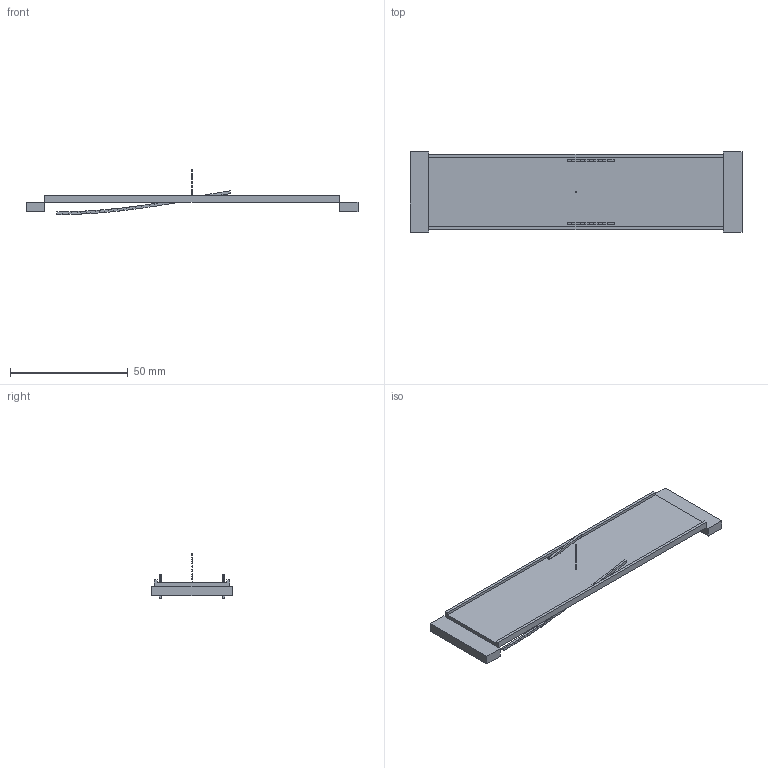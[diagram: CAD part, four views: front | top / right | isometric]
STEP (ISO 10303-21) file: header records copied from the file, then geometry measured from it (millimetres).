
FILE_DESCRIPTION(('Open CASCADE Model'),'2;1');
FILE_NAME('Open CASCADE Shape Model','2025-08-25T17:24:35',('Author'),( 'Open CASCADE'),'Open CASCADE STEP processor 7.7','Open CASCADE 7.7' ,'Unknown');
FILE_SCHEMA(('AUTOMOTIVE_DESIGN { 1 0 10303 214 1 1 1 1 }'));
Length unit declared in the file: millimetre
Products named in the file (4): Open CASCADE STEP translator 7.7 1; Open CASCADE STEP translator 7.7 1.1; Open CASCADE STEP translator 7.7 1.2; Open CASCADE STEP translator 7.7 1.3
Assembly tree (3 placements, depth 2):
  Open CASCADE STEP translator 7.7 1
    Open CASCADE STEP translator 7.7 1.1
    Open CASCADE STEP translator 7.7 1.2
    Open CASCADE STEP translator 7.7 1.3
Bounding box: 141 x 34 x 19.17 mm (x, y, z)
Volume: 2176 mm3; surface area: 11499.9 mm2
Topology: 2 solids, 3 shells, 267 faces, 813 edges, 513 vertices
Faces by surface type: plane 253, cylinder 14
Full cylindrical faces by diameter (mm): 0.4 x14
Entity records: 18289 total; most frequent: CARTESIAN_POINT 3085, DIRECTION 2770, LINE 2196, VECTOR 2196, ORIENTED_EDGE 1528, PCURVE 1444, DEFINITIONAL_REPRESENTATION 1444, EDGE_CURVE 813
